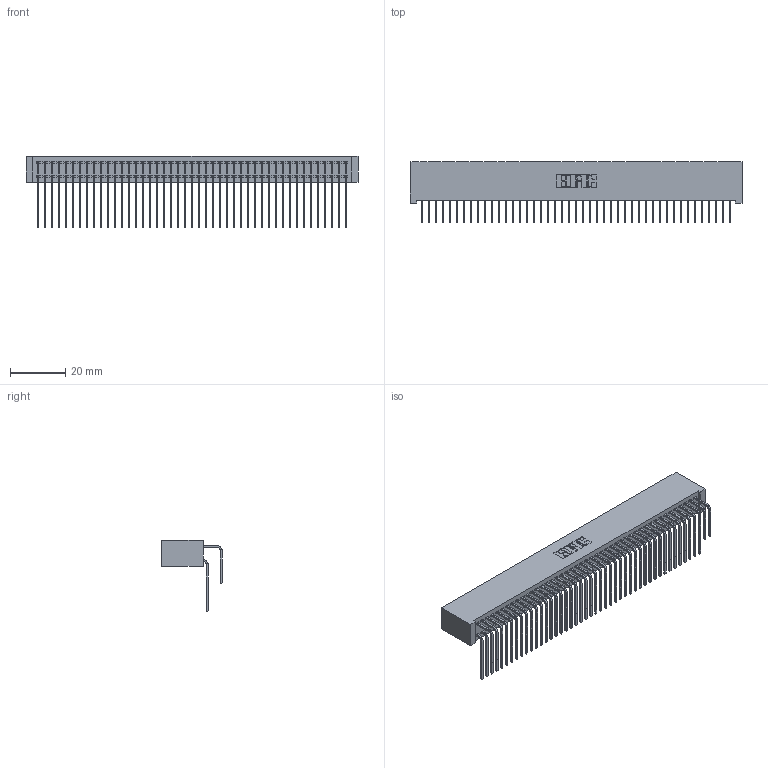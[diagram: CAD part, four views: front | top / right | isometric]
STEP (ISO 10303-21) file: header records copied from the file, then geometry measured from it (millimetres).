
FILE_DESCRIPTION (( 'STEP AP203' ), '1' );
FILE_NAME ('342-090-558-201.STEP', '2019-10-04T14:28:34', ( '' ), ( '' ), 'SwSTEP 2.0', 'SolidWorks 2016', '' );
FILE_SCHEMA (( 'CONFIG_CONTROL_DESIGN' ));
Length unit declared in the file: inch
Products named in the file (4): 342-090-558-201; 342 Part_Lugless; 345-292-001_558 559 Tail - 1; 345-292-001_558 Tail - 2
Assembly tree (91 placements, depth 2):
  342-090-558-201
    342 Part_Lugless
    345-292-001_558 559 Tail - 1  x45
    345-292-001_558 Tail - 2  x45
Bounding box: 120.55 x 21.91 x 25.78 mm (x, y, z)
Volume: 11804.1 mm3; surface area: 22083 mm2
Topology: 91 solids, 91 shells, 4962 faces, 14765 edges, 9722 vertices
Faces by surface type: plane 3482, cylinder 1480
Entity records: 29937 total; most frequent: CARTESIAN_POINT 5005, ORIENTED_EDGE 4890, DIRECTION 4245, EDGE_CURVE 2445, LINE 2285, VECTOR 2285, VERTEX_POINT 1626, AXIS2_PLACEMENT_3D 980
